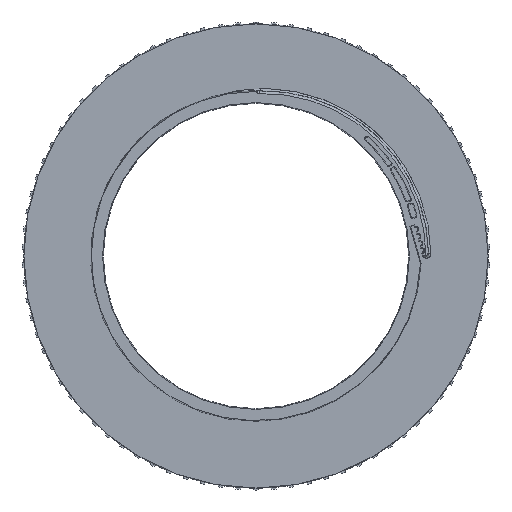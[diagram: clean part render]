
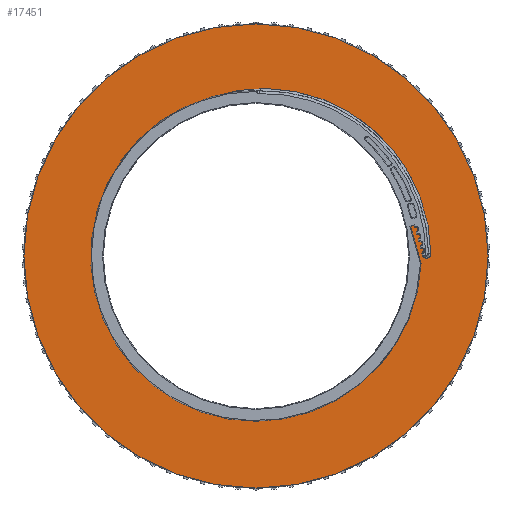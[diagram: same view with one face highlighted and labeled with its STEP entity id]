
A CAD part, front view. The second image highlights one B-rep face of the part: STEP entity #17451.
In plain terms, the highlighted planar face has unit normal (0, -1, 0).
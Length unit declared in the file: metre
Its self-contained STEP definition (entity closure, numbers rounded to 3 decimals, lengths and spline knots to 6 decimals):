
#575=LINE('',#36934,#1009);
#576=LINE('',#36950,#1010);
#577=LINE('',#36952,#1011);
#578=LINE('',#36954,#1012);
#579=LINE('',#36956,#1013);
#580=LINE('',#36958,#1014);
#1009=VECTOR('',#23599,1.);
#1010=VECTOR('',#23606,1.);
#1011=VECTOR('',#23609,1.);
#1012=VECTOR('',#23612,1.);
#1013=VECTOR('',#23615,1.);
#1014=VECTOR('',#23616,1.);
#1302=PLANE('',#19414);
#2160=CIRCLE('',#19068,0.00015);
#2161=CIRCLE('',#19070,0.00015);
#2162=CIRCLE('',#19072,0.00015);
#2163=CIRCLE('',#19074,0.00015);
#2164=CIRCLE('',#19076,0.00015);
#2165=CIRCLE('',#19078,0.00015);
#2166=CIRCLE('',#19080,0.00015);
#2331=CIRCLE('',#19247,0.062487);
#2333=CIRCLE('',#19415,0.0445);
#2334=CIRCLE('',#19416,0.045084);
#2335=CIRCLE('',#19417,0.00055);
#2336=CIRCLE('',#19418,0.00055);
#2337=CIRCLE('',#19419,0.00055);
#2338=CIRCLE('',#19420,0.00055);
#8015=ORIENTED_EDGE('',*,*,#11192,.F.);
#8016=ORIENTED_EDGE('',*,*,#11193,.F.);
#8017=ORIENTED_EDGE('',*,*,#11194,.T.);
#8018=ORIENTED_EDGE('',*,*,#11195,.T.);
#8019=ORIENTED_EDGE('',*,*,#11196,.F.);
#8020=ORIENTED_EDGE('',*,*,#11004,.T.);
#8021=ORIENTED_EDGE('',*,*,#11197,.F.);
#8022=ORIENTED_EDGE('',*,*,#11007,.T.);
#8023=ORIENTED_EDGE('',*,*,#11198,.F.);
#8024=ORIENTED_EDGE('',*,*,#11010,.T.);
#8025=ORIENTED_EDGE('',*,*,#11199,.F.);
#8026=ORIENTED_EDGE('',*,*,#11013,.T.);
#8027=ORIENTED_EDGE('',*,*,#11200,.F.);
#8028=ORIENTED_EDGE('',*,*,#11016,.T.);
#8029=ORIENTED_EDGE('',*,*,#11201,.F.);
#8030=ORIENTED_EDGE('',*,*,#11019,.T.);
#8031=ORIENTED_EDGE('',*,*,#11202,.F.);
#8032=ORIENTED_EDGE('',*,*,#11022,.T.);
#8033=ORIENTED_EDGE('',*,*,#11203,.F.);
#8034=ORIENTED_EDGE('',*,*,#11204,.F.);
#8035=ORIENTED_EDGE('',*,*,#11190,.T.);
#11004=EDGE_CURVE('',#13043,#13045,#2160,.F.);
#11007=EDGE_CURVE('',#13046,#13048,#2161,.F.);
#11010=EDGE_CURVE('',#13049,#13051,#2162,.F.);
#11013=EDGE_CURVE('',#13052,#13054,#2163,.F.);
#11016=EDGE_CURVE('',#13055,#13057,#2164,.F.);
#11019=EDGE_CURVE('',#13058,#13060,#2165,.F.);
#11022=EDGE_CURVE('',#13061,#13063,#2166,.F.);
#11190=EDGE_CURVE('',#13067,#13067,#2331,.T.);
#11192=EDGE_CURVE('',#13068,#13069,#575,.F.);
#11193=EDGE_CURVE('',#13070,#13068,#2333,.T.);
#11194=EDGE_CURVE('',#13070,#13071,#2334,.F.);
#11195=EDGE_CURVE('',#13071,#13072,#14334,.T.);
#11196=EDGE_CURVE('',#13043,#13072,#2335,.F.);
#11197=EDGE_CURVE('',#13046,#13045,#576,.F.);
#11198=EDGE_CURVE('',#13049,#13048,#2336,.F.);
#11199=EDGE_CURVE('',#13052,#13051,#577,.F.);
#11200=EDGE_CURVE('',#13055,#13054,#2337,.F.);
#11201=EDGE_CURVE('',#13058,#13057,#578,.F.);
#11202=EDGE_CURVE('',#13061,#13060,#2338,.F.);
#11203=EDGE_CURVE('',#13073,#13063,#579,.F.);
#11204=EDGE_CURVE('',#13069,#13073,#580,.F.);
#13043=VERTEX_POINT('',#36543);
#13045=VERTEX_POINT('',#36546);
#13046=VERTEX_POINT('',#36550);
#13048=VERTEX_POINT('',#36553);
#13049=VERTEX_POINT('',#36557);
#13051=VERTEX_POINT('',#36560);
#13052=VERTEX_POINT('',#36564);
#13054=VERTEX_POINT('',#36567);
#13055=VERTEX_POINT('',#36571);
#13057=VERTEX_POINT('',#36574);
#13058=VERTEX_POINT('',#36578);
#13060=VERTEX_POINT('',#36581);
#13061=VERTEX_POINT('',#36585);
#13063=VERTEX_POINT('',#36588);
#13067=VERTEX_POINT('',#36766);
#13068=VERTEX_POINT('',#36935);
#13069=VERTEX_POINT('',#36936);
#13070=VERTEX_POINT('',#36938);
#13071=VERTEX_POINT('',#36940);
#13072=VERTEX_POINT('',#36948);
#13073=VERTEX_POINT('',#36957);
#14334=B_SPLINE_CURVE_WITH_KNOTS('',3,(#36941,#36942,#36943,#36944,#36945,
#36946,#36947),.UNSPECIFIED.,.F.,.F.,(4,1,1,1,4),(0.,0.001239,
0.002478,0.003717,0.004956),
 .UNSPECIFIED.);
#15267=EDGE_LOOP('',(#8015,#8016,#8017,#8018,#8019,#8020,#8021,#8022,#8023,
#8024,#8025,#8026,#8027,#8028,#8029,#8030,#8031,#8032,#8033,#8034));
#15268=EDGE_LOOP('',(#8035));
#16279=FACE_BOUND('',#15267,.T.);
#16280=FACE_BOUND('',#15268,.T.);
#17451=ADVANCED_FACE('',(#16279,#16280),#1302,.T.);
#19068=AXIS2_PLACEMENT_3D('',#36547,#22891,#22892);
#19070=AXIS2_PLACEMENT_3D('',#36554,#22897,#22898);
#19072=AXIS2_PLACEMENT_3D('',#36561,#22903,#22904);
#19074=AXIS2_PLACEMENT_3D('',#36568,#22909,#22910);
#19076=AXIS2_PLACEMENT_3D('',#36575,#22915,#22916);
#19078=AXIS2_PLACEMENT_3D('',#36582,#22921,#22922);
#19080=AXIS2_PLACEMENT_3D('',#36589,#22927,#22928);
#19247=AXIS2_PLACEMENT_3D('',#36765,#23263,#23264);
#19414=AXIS2_PLACEMENT_3D('',#36933,#23597,#23598);
#19415=AXIS2_PLACEMENT_3D('',#36937,#23600,#23601);
#19416=AXIS2_PLACEMENT_3D('',#36939,#23602,#23603);
#19417=AXIS2_PLACEMENT_3D('',#36949,#23604,#23605);
#19418=AXIS2_PLACEMENT_3D('',#36951,#23607,#23608);
#19419=AXIS2_PLACEMENT_3D('',#36953,#23610,#23611);
#19420=AXIS2_PLACEMENT_3D('',#36955,#23613,#23614);
#22891=DIRECTION('',(0.,-1.,0.));
#22892=DIRECTION('',(0.,0.,-1.));
#22897=DIRECTION('',(0.,-1.,0.));
#22898=DIRECTION('',(0.,0.,-1.));
#22903=DIRECTION('',(0.,-1.,0.));
#22904=DIRECTION('',(0.,0.,-1.));
#22909=DIRECTION('',(0.,-1.,0.));
#22910=DIRECTION('',(0.,0.,-1.));
#22915=DIRECTION('',(0.,-1.,0.));
#22916=DIRECTION('',(0.,0.,-1.));
#22921=DIRECTION('',(0.,-1.,0.));
#22922=DIRECTION('',(0.,0.,-1.));
#22927=DIRECTION('',(0.,-1.,0.));
#22928=DIRECTION('',(0.,0.,-1.));
#23263=DIRECTION('',(0.,-1.,0.));
#23264=DIRECTION('',(0.,0.,-1.));
#23597=DIRECTION('',(0.,-1.,0.));
#23598=DIRECTION('',(1.,0.,0.));
#23599=DIRECTION('',(0.269,0.,-0.963));
#23600=DIRECTION('',(0.,-1.,0.));
#23601=DIRECTION('',(0.,0.,-1.));
#23602=DIRECTION('',(0.,-1.,0.));
#23603=DIRECTION('',(0.,0.,-1.));
#23604=DIRECTION('',(0.,-1.,0.));
#23605=DIRECTION('',(0.,0.,-1.));
#23606=DIRECTION('',(-0.269,0.,0.963));
#23607=DIRECTION('',(0.,-1.,0.));
#23608=DIRECTION('',(0.,0.,-1.));
#23609=DIRECTION('',(-0.269,0.,0.963));
#23610=DIRECTION('',(0.,-1.,0.));
#23611=DIRECTION('',(0.,0.,-1.));
#23612=DIRECTION('',(-0.269,0.,0.963));
#23613=DIRECTION('',(0.,-1.,0.));
#23614=DIRECTION('',(0.,0.,-1.));
#23615=DIRECTION('',(-0.269,0.,0.963));
#23616=DIRECTION('',(-0.963,0.,-0.269));
#36543=CARTESIAN_POINT('',(0.044524,-0.00825,0.001953));
#36546=CARTESIAN_POINT('',(0.04433,-0.00825,0.002054));
#36547=CARTESIAN_POINT('',(0.044474,-0.00825,0.002095));
#36550=CARTESIAN_POINT('',(0.044167,-0.00825,0.002635));
#36553=CARTESIAN_POINT('',(0.044281,-0.00825,0.002823));
#36554=CARTESIAN_POINT('',(0.044312,-0.00825,0.002676));
#36557=CARTESIAN_POINT('',(0.043986,-0.00825,0.003879));
#36560=CARTESIAN_POINT('',(0.043791,-0.00825,0.00398));
#36561=CARTESIAN_POINT('',(0.043935,-0.00825,0.004021));
#36564=CARTESIAN_POINT('',(0.043629,-0.00825,0.004561));
#36567=CARTESIAN_POINT('',(0.043743,-0.00825,0.004749));
#36568=CARTESIAN_POINT('',(0.043773,-0.00825,0.004602));
#36571=CARTESIAN_POINT('',(0.043447,-0.00825,0.005806));
#36574=CARTESIAN_POINT('',(0.043253,-0.00825,0.005907));
#36575=CARTESIAN_POINT('',(0.043397,-0.00825,0.005947));
#36578=CARTESIAN_POINT('',(0.04309,-0.00825,0.006488));
#36581=CARTESIAN_POINT('',(0.043204,-0.00825,0.006675));
#36582=CARTESIAN_POINT('',(0.043235,-0.00825,0.006528));
#36585=CARTESIAN_POINT('',(0.042909,-0.00825,0.007732));
#36588=CARTESIAN_POINT('',(0.042714,-0.00825,0.007833));
#36589=CARTESIAN_POINT('',(0.042858,-0.00825,0.007873));
#36765=CARTESIAN_POINT('',(0.,-0.00825,0.));
#36766=CARTESIAN_POINT('',(0.,-0.00825,-0.062487));
#36933=CARTESIAN_POINT('',(0.,-0.00825,0.));
#36934=CARTESIAN_POINT('',(0.040685,-0.00825,0.011375));
#36935=CARTESIAN_POINT('',(0.044451,-0.00825,-0.002093));
#36936=CARTESIAN_POINT('',(0.041656,-0.00825,0.007902));
#36937=CARTESIAN_POINT('',(0.,-0.00825,0.));
#36938=CARTESIAN_POINT('',(-0.01209,-0.00825,0.042826));
#36939=CARTESIAN_POINT('',(0.002,-0.00825,0.));
#36940=CARTESIAN_POINT('',(0.04708,-0.00825,0.000632));
#36941=CARTESIAN_POINT('',(0.04708,-0.00825,0.000632));
#36942=CARTESIAN_POINT('',(0.047086,-0.00825,0.000213));
#36943=CARTESIAN_POINT('',(0.046627,-0.00825,-0.000607));
#36944=CARTESIAN_POINT('',(0.045203,-0.00825,-0.000651));
#36945=CARTESIAN_POINT('',(0.044448,-0.00825,0.000555));
#36946=CARTESIAN_POINT('',(0.044874,-0.00825,0.001394));
#36947=CARTESIAN_POINT('',(0.045225,-0.00825,0.001623));
#36948=CARTESIAN_POINT('',(0.045225,-0.00825,0.001623));
#36949=CARTESIAN_POINT('',(0.044708,-0.00825,0.001435));
#36950=CARTESIAN_POINT('',(0.041649,-0.00825,0.011644));
#36951=CARTESIAN_POINT('',(0.04417,-0.00825,0.003361));
#36952=CARTESIAN_POINT('',(0.041649,-0.00825,0.011644));
#36953=CARTESIAN_POINT('',(0.043631,-0.00825,0.005287));
#36954=CARTESIAN_POINT('',(0.041649,-0.00825,0.011644));
#36955=CARTESIAN_POINT('',(0.043093,-0.00825,0.007213));
#36956=CARTESIAN_POINT('',(0.041649,-0.00825,0.011644));
#36957=CARTESIAN_POINT('',(0.042619,-0.00825,0.008171));
#36958=CARTESIAN_POINT('',(0.000971,-0.00825,-0.003473));
